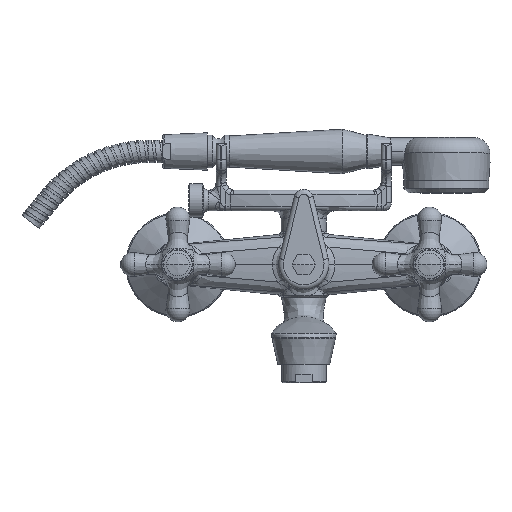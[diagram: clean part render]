
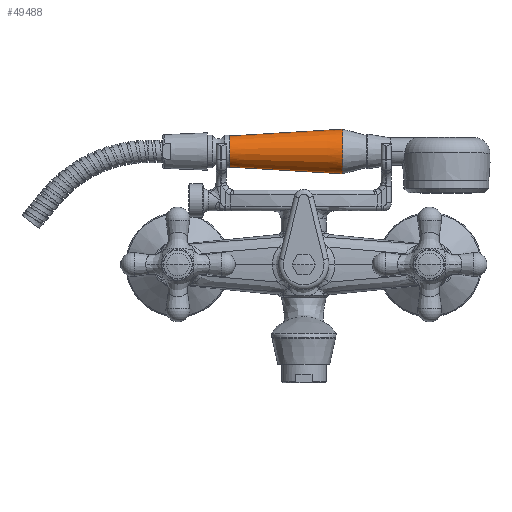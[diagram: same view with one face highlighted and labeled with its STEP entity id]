
A CAD part, top view. The second image highlights one B-rep face of the part: STEP entity #49488.
In plain terms, the highlighted conical face has half-angle 3.426 degrees and reference radius 11.875 mm.
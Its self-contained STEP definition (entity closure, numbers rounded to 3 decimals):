
#39063=CARTESIAN_POINT('',(-46.5,71.,0.));
#39064=DIRECTION('',(-1.,0.,0.));
#39065=DIRECTION('',(0.,-1.,0.));
#39066=AXIS2_PLACEMENT_3D('',#39063,#39064,#39065);
#39068=DIRECTION('',(0.998,0.06,0.));
#39069=VECTOR('',#39068,71.127);
#39070=CARTESIAN_POINT('',(-46.5,80.75,0.));
#39071=LINE('',#39070,#39069);
#39072=DIRECTION('',(0.998,-0.06,0.));
#39073=VECTOR('',#39072,71.127);
#39074=CARTESIAN_POINT('',(-46.5,61.25,0.));
#39075=LINE('',#39074,#39073);
#39085=CARTESIAN_POINT('',(24.5,71.,0.));
#39086=DIRECTION('',(1.,0.,0.));
#39087=DIRECTION('',(0.,1.,0.));
#39088=AXIS2_PLACEMENT_3D('',#39085,#39086,#39087);
#39886=CARTESIAN_POINT('',(24.5,85.,0.));
#39887=CARTESIAN_POINT('',(24.5,57.,0.));
#39888=VERTEX_POINT('',#39886);
#39889=VERTEX_POINT('',#39887);
#39890=CARTESIAN_POINT('',(-46.5,80.75,0.));
#39891=CARTESIAN_POINT('',(-46.5,61.25,0.));
#39892=VERTEX_POINT('',#39890);
#39893=VERTEX_POINT('',#39891);
#49476=CARTESIAN_POINT('',(-11.,71.,0.));
#49477=DIRECTION('',(1.,0.,0.));
#49478=DIRECTION('',(0.,1.,0.));
#49479=AXIS2_PLACEMENT_3D('',#49476,#49477,#49478);
#49480=CONICAL_SURFACE('',#49479,11.875,3.426);
#49481=ORIENTED_EDGE('',*,*,#49437,.T.);
#49482=ORIENTED_EDGE('',*,*,#49459,.T.);
#49484=ORIENTED_EDGE('',*,*,#49483,.T.);
#49485=ORIENTED_EDGE('',*,*,#49455,.F.);
#49486=EDGE_LOOP('',(#49481,#49482,#49484,#49485));
#49487=FACE_OUTER_BOUND('',#49486,.F.);
#49488=ADVANCED_FACE('',(#49487),#49480,.T.);
#39067=CIRCLE('',#39066,9.75);
#39089=CIRCLE('',#39088,14.);
#49437=EDGE_CURVE('',#39893,#39892,#39067,.T.);
#49455=EDGE_CURVE('',#39893,#39889,#39075,.T.);
#49459=EDGE_CURVE('',#39892,#39888,#39071,.T.);
#49483=EDGE_CURVE('',#39888,#39889,#39089,.T.);
